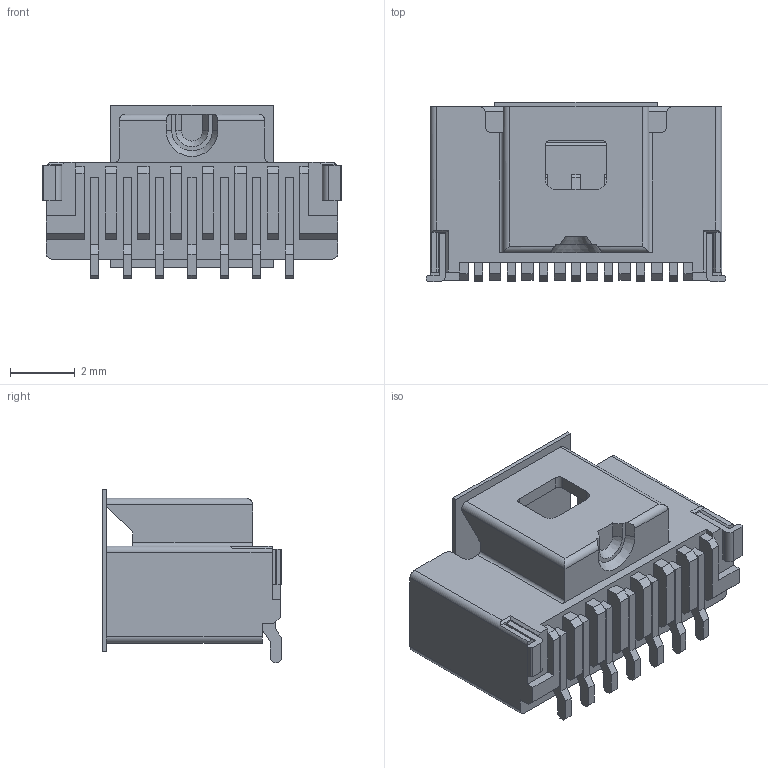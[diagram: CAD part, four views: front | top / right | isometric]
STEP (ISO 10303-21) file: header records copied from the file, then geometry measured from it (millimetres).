
FILE_DESCRIPTION((''),'2;1');
FILE_NAME('5013310707','2017-07-18T',('ksrinivasara'),(''),'PRO/ENGINEER BY PARAMETRIC TECHNOLOGY CORPORATION, 2012310','PRO/ENGINEER BY PARAMETRIC TECHNOLOGY CORPORATION, 2012310','');
FILE_SCHEMA(('CONFIG_CONTROL_DESIGN'));
Length unit declared in the file: millimetre
Products named in the file (1): 5013310707
Bounding box: 9.24 x 5.54 x 5.35 mm (x, y, z)
Volume: 79.7 mm3; surface area: 405.7 mm2
Topology: 2 solids, 2 shells, 339 faces, 961 edges, 646 vertices
Faces by surface type: plane 298, cylinder 35, cone 6
Entity records: 10829 total; most frequent: CARTESIAN_POINT 1947, ORIENTED_EDGE 1850, DIRECTION 1707, EDGE_CURVE 925, VECTOR 883, LINE 883, VERTEX_POINT 610, AXIS2_PLACEMENT_3D 412
